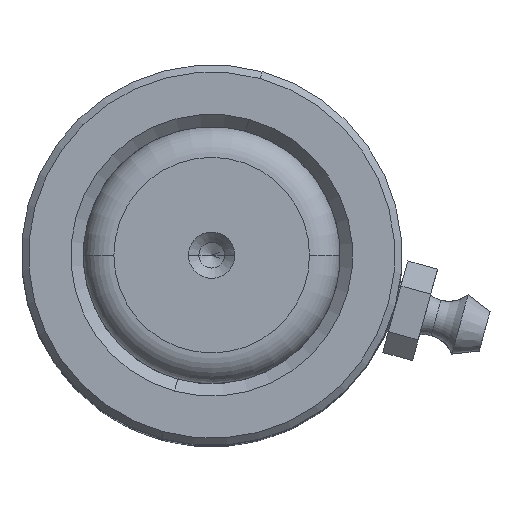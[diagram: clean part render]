
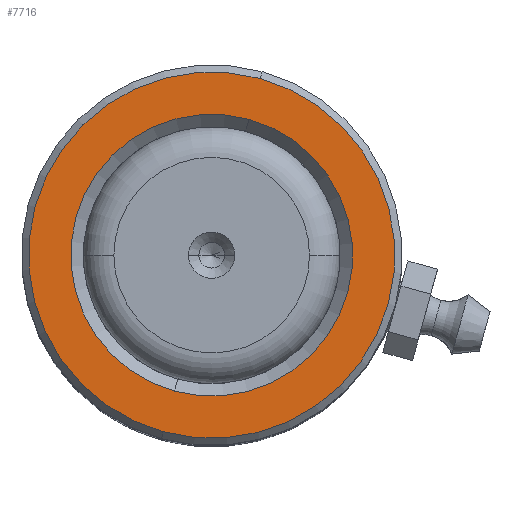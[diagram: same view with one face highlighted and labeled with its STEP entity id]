
A CAD part, top view. The second image highlights one B-rep face of the part: STEP entity #7716.
In plain terms, the highlighted planar face has unit normal (0, 0, 1).
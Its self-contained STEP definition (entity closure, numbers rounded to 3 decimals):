
#95 = EDGE_CURVE ( 'NONE', #1960, #4206, #2492, .T. ) ;
#187 = VERTEX_POINT ( 'NONE', #7639 ) ;
#372 = CIRCLE ( 'NONE', #7565, 13.7 ) ;
#389 = CARTESIAN_POINT ( 'NONE',  ( 0., 0., 80. ) ) ;
#527 = ORIENTED_EDGE ( 'NONE', *, *, #3941, .T. ) ;
#820 = DIRECTION ( 'NONE',  ( 1., 0., 0. ) ) ;
#850 = CARTESIAN_POINT ( 'NONE',  ( 13.7, 0., 80. ) ) ;
#1078 = DIRECTION ( 'NONE',  ( 1., 0., 0. ) ) ;
#1359 = ORIENTED_EDGE ( 'NONE', *, *, #4438, .T. ) ;
#1519 = EDGE_CURVE ( 'NONE', #4206, #1960, #372, .T. ) ;
#1960 = VERTEX_POINT ( 'NONE', #6999 ) ;
#2416 = DIRECTION ( 'NONE',  ( 1., 0., 0. ) ) ;
#2492 = CIRCLE ( 'NONE', #7342, 13.7 ) ;
#2556 = EDGE_LOOP ( 'NONE', ( #1359, #527 ) ) ;
#2788 = DIRECTION ( 'NONE',  ( 1., 0., 0. ) ) ;
#3053 = FACE_OUTER_BOUND ( 'NONE', #2556, .T. ) ;
#3282 = CIRCLE ( 'NONE', #4986, 17.8 ) ;
#3466 = CARTESIAN_POINT ( 'NONE',  ( 0., 0., 80. ) ) ;
#3548 = DIRECTION ( 'NONE',  ( 1., 0., 0. ) ) ;
#3941 = EDGE_CURVE ( 'NONE', #5539, #187, #4810, .T. ) ;
#4206 = VERTEX_POINT ( 'NONE', #850 ) ;
#4438 = EDGE_CURVE ( 'NONE', #187, #5539, #3282, .T. ) ;
#4810 = CIRCLE ( 'NONE', #7414, 17.8 ) ;
#4986 = AXIS2_PLACEMENT_3D ( 'NONE', #3466, #8381, #820 ) ;
#5223 = DIRECTION ( 'NONE',  ( 0., 0., 1. ) ) ;
#5227 = DIRECTION ( 'NONE',  ( 0., 0., 1. ) ) ;
#5539 = VERTEX_POINT ( 'NONE', #6024 ) ;
#5716 = AXIS2_PLACEMENT_3D ( 'NONE', #7922, #5223, #2416 ) ;
#6024 = CARTESIAN_POINT ( 'NONE',  ( 17.8, 0., 80. ) ) ;
#6092 = EDGE_LOOP ( 'NONE', ( #8862, #6337 ) ) ;
#6337 = ORIENTED_EDGE ( 'NONE', *, *, #95, .T. ) ;
#6896 = CARTESIAN_POINT ( 'NONE',  ( 0., 0., 80. ) ) ;
#6924 = DIRECTION ( 'NONE',  ( 0., 0., -1. ) ) ;
#6999 = CARTESIAN_POINT ( 'NONE',  ( -13.7, 0., 80. ) ) ;
#7065 = CARTESIAN_POINT ( 'NONE',  ( 0., 0., 80. ) ) ;
#7342 = AXIS2_PLACEMENT_3D ( 'NONE', #7065, #8425, #3548 ) ;
#7414 = AXIS2_PLACEMENT_3D ( 'NONE', #389, #5227, #1078 ) ;
#7565 = AXIS2_PLACEMENT_3D ( 'NONE', #6896, #6924, #2788 ) ;
#7639 = CARTESIAN_POINT ( 'NONE',  ( -17.8, 0., 80. ) ) ;
#7716 = ADVANCED_FACE ( 'NONE', ( #3053, #7818 ), #7979, .T. ) ;
#7818 = FACE_BOUND ( 'NONE', #6092, .T. ) ;
#7922 = CARTESIAN_POINT ( 'NONE',  ( 0., 0., 80. ) ) ;
#7979 = PLANE ( 'NONE',  #5716 ) ;
#8381 = DIRECTION ( 'NONE',  ( 0., 0., 1. ) ) ;
#8425 = DIRECTION ( 'NONE',  ( 0., 0., -1. ) ) ;
#8862 = ORIENTED_EDGE ( 'NONE', *, *, #1519, .T. ) ;
